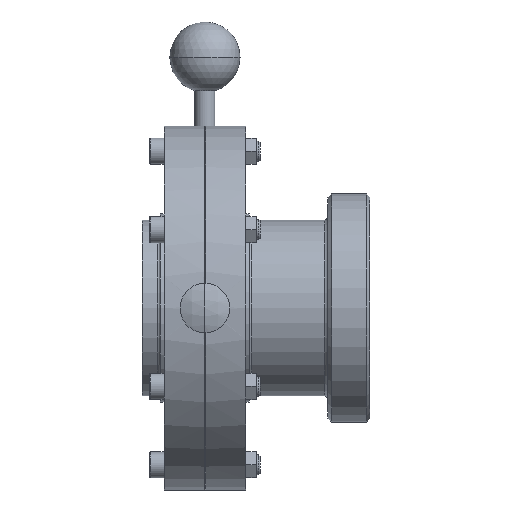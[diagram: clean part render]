
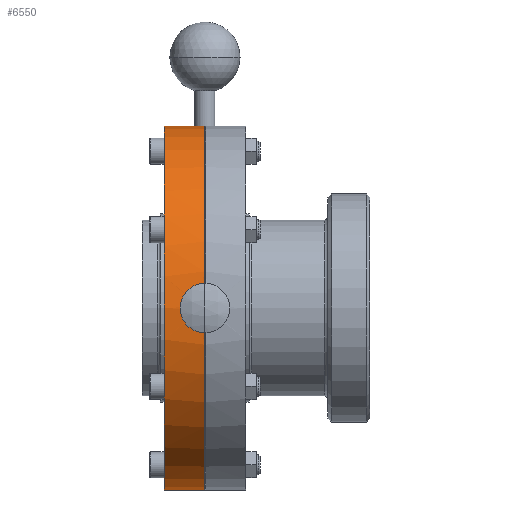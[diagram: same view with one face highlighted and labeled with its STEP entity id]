
A CAD part, front view. The second image highlights one B-rep face of the part: STEP entity #6550.
In plain terms, the highlighted cylindrical face has radius 72.5 mm (diameter 145 mm), a partial arc.
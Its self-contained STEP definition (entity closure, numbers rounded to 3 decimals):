
#10 = CARTESIAN_POINT ( 'NONE',  ( -2.049, -72.492, 1.081 ) ) ;
#417 = CARTESIAN_POINT ( 'NONE',  ( -1.619, -72.482, -1.64 ) ) ;
#577 = CARTESIAN_POINT ( 'NONE',  ( -0.805, -72.468, 2.172 ) ) ;
#843 = DIRECTION ( 'NONE',  ( -1., 0., 0. ) ) ;
#1012 = VECTOR ( 'NONE', #7807, 1000. ) ;
#1110 = CARTESIAN_POINT ( 'NONE',  ( -1.806, -72.486, -1.431 ) ) ;
#1151 = CARTESIAN_POINT ( 'NONE',  ( -2.198, -72.497, 0.69 ) ) ;
#1354 = EDGE_CURVE ( 'NONE', #3873, #1965, #5725, .T. ) ;
#1366 = ORIENTED_EDGE ( 'NONE', *, *, #1354, .T. ) ;
#1501 = CARTESIAN_POINT ( 'NONE',  ( -0.25, 0., 72.5 ) ) ;
#1545 = DIRECTION ( 'NONE',  ( 0., 0., 1. ) ) ;
#1553 = EDGE_CURVE ( 'NONE', #5139, #6725, #2733, .T. ) ;
#1585 = CARTESIAN_POINT ( 'NONE',  ( -16.25, 0., 0. ) ) ;
#1881 = CARTESIAN_POINT ( 'NONE',  ( -0.25, -72.464, 2.286 ) ) ;
#1965 = VERTEX_POINT ( 'NONE', #2190 ) ;
#2155 = CARTESIAN_POINT ( 'NONE',  ( -2.098, -72.494, -0.953 ) ) ;
#2156 = CIRCLE ( 'NONE', #2676, 72.5 ) ;
#2190 = CARTESIAN_POINT ( 'NONE',  ( -0.25, -72.464, -2.286 ) ) ;
#2226 = FACE_OUTER_BOUND ( 'NONE', #2381, .T. ) ;
#2264 = DIRECTION ( 'NONE',  ( 0., 0., 1. ) ) ;
#2269 = ORIENTED_EDGE ( 'NONE', *, *, #6602, .F. ) ;
#2381 = EDGE_LOOP ( 'NONE', ( #2269, #7264, #1366, #6942, #3488, #6196 ) ) ;
#2399 = CARTESIAN_POINT ( 'NONE',  ( -0.531, -72.465, 2.256 ) ) ;
#2500 = DIRECTION ( 'NONE',  ( -1., 0., 0. ) ) ;
#2676 = AXIS2_PLACEMENT_3D ( 'NONE', #1585, #6539, #2264 ) ;
#2733 = CIRCLE ( 'NONE', #5733, 72.5 ) ;
#2887 = CARTESIAN_POINT ( 'NONE',  ( -2.035, -72.492, -1.081 ) ) ;
#2915 = B_SPLINE_CURVE_WITH_KNOTS ( 'NONE', 3,
 ( #7161, #5903, #4190, #6667, #4072, #5986, #417, #1110, #3583, #2887, #2155, #7730, #5373, #6071, #4641, #7121, #3053, #4931, #1151, #10, #7967, #3008, #4358, #577, #2399, #5452 ),
 .UNSPECIFIED., .F., .F.,
 ( 4, 2, 2, 2, 2, 2, 2, 2, 2, 2, 2, 2, 4 ),
 ( 0., 0.001, 0.001, 0.002, 0.002, 0.003, 0.003, 0.003, 0.004, 0.004, 0.005, 0.006, 0.007 ),
 .UNSPECIFIED. ) ;
#2922 = CARTESIAN_POINT ( 'NONE',  ( 13.589, 0., 0. ) ) ;
#3008 = CARTESIAN_POINT ( 'NONE',  ( -1.528, -72.479, 1.742 ) ) ;
#3027 = CARTESIAN_POINT ( 'NONE',  ( -16.25, 0., 72.5 ) ) ;
#3053 = CARTESIAN_POINT ( 'NONE',  ( -2.287, -72.5, 0.278 ) ) ;
#3331 = AXIS2_PLACEMENT_3D ( 'NONE', #2922, #6501, #1545 ) ;
#3488 = ORIENTED_EDGE ( 'NONE', *, *, #1553, .T. ) ;
#3539 = VECTOR ( 'NONE', #7391, 1000. ) ;
#3583 = CARTESIAN_POINT ( 'NONE',  ( -1.889, -72.488, -1.319 ) ) ;
#3850 = EDGE_CURVE ( 'NONE', #6784, #3873, #7878, .T. ) ;
#3873 = VERTEX_POINT ( 'NONE', #6654 ) ;
#3890 = CARTESIAN_POINT ( 'NONE',  ( -0.25, 0., 0. ) ) ;
#4072 = CARTESIAN_POINT ( 'NONE',  ( -1.294, -72.475, -1.907 ) ) ;
#4190 = CARTESIAN_POINT ( 'NONE',  ( -0.8, -72.467, -2.175 ) ) ;
#4358 = CARTESIAN_POINT ( 'NONE',  ( -1.301, -72.475, 1.917 ) ) ;
#4641 = CARTESIAN_POINT ( 'NONE',  ( -2.3, -72.5, -0.14 ) ) ;
#4677 = AXIS2_PLACEMENT_3D ( 'NONE', #3890, #843, #7056 ) ;
#4789 = CARTESIAN_POINT ( 'NONE',  ( 13.589, 0., -72.5 ) ) ;
#4931 = CARTESIAN_POINT ( 'NONE',  ( -2.237, -72.498, 0.554 ) ) ;
#5112 = EDGE_CURVE ( 'NONE', #1965, #5139, #2915, .T. ) ;
#5139 = VERTEX_POINT ( 'NONE', #1881 ) ;
#5373 = CARTESIAN_POINT ( 'NONE',  ( -2.236, -72.498, -0.558 ) ) ;
#5431 = VERTEX_POINT ( 'NONE', #3027 ) ;
#5452 = CARTESIAN_POINT ( 'NONE',  ( -0.25, -72.464, 2.286 ) ) ;
#5725 = CIRCLE ( 'NONE', #4677, 72.5 ) ;
#5733 = AXIS2_PLACEMENT_3D ( 'NONE', #6721, #2500, #7459 ) ;
#5903 = CARTESIAN_POINT ( 'NONE',  ( -0.531, -72.465, -2.256 ) ) ;
#5986 = CARTESIAN_POINT ( 'NONE',  ( -1.515, -72.479, -1.736 ) ) ;
#6031 = CARTESIAN_POINT ( 'NONE',  ( 13.589, 0., 72.5 ) ) ;
#6071 = CARTESIAN_POINT ( 'NONE',  ( -2.287, -72.5, -0.282 ) ) ;
#6196 = ORIENTED_EDGE ( 'NONE', *, *, #6208, .F. ) ;
#6208 = EDGE_CURVE ( 'NONE', #5431, #6725, #6712, .T. ) ;
#6418 = CARTESIAN_POINT ( 'NONE',  ( -16.25, 0., -72.5 ) ) ;
#6501 = DIRECTION ( 'NONE',  ( 1., 0., 0. ) ) ;
#6539 = DIRECTION ( 'NONE',  ( -1., 0., 0. ) ) ;
#6550 = ADVANCED_FACE ( 'NONE', ( #2226 ), #7840, .T. ) ;
#6602 = EDGE_CURVE ( 'NONE', #6784, #5431, #2156, .T. ) ;
#6654 = CARTESIAN_POINT ( 'NONE',  ( -0.25, 0., -72.5 ) ) ;
#6667 = CARTESIAN_POINT ( 'NONE',  ( -1.176, -72.473, -1.982 ) ) ;
#6712 = LINE ( 'NONE', #6031, #1012 ) ;
#6721 = CARTESIAN_POINT ( 'NONE',  ( -0.25, 0., 0. ) ) ;
#6725 = VERTEX_POINT ( 'NONE', #1501 ) ;
#6784 = VERTEX_POINT ( 'NONE', #6418 ) ;
#6942 = ORIENTED_EDGE ( 'NONE', *, *, #5112, .T. ) ;
#7056 = DIRECTION ( 'NONE',  ( 0., 0., 1. ) ) ;
#7121 = CARTESIAN_POINT ( 'NONE',  ( -2.3, -72.5, 0.139 ) ) ;
#7161 = CARTESIAN_POINT ( 'NONE',  ( -0.25, -72.464, -2.286 ) ) ;
#7264 = ORIENTED_EDGE ( 'NONE', *, *, #3850, .T. ) ;
#7391 = DIRECTION ( 'NONE',  ( 1., 0., 0. ) ) ;
#7459 = DIRECTION ( 'NONE',  ( 0., 0., 1. ) ) ;
#7730 = CARTESIAN_POINT ( 'NONE',  ( -2.198, -72.497, -0.692 ) ) ;
#7807 = DIRECTION ( 'NONE',  ( 1., 0., 0. ) ) ;
#7840 = CYLINDRICAL_SURFACE ( 'NONE', #3331, 72.5 ) ;
#7878 = LINE ( 'NONE', #4789, #3539 ) ;
#7967 = CARTESIAN_POINT ( 'NONE',  ( -1.9, -72.488, 1.326 ) ) ;
